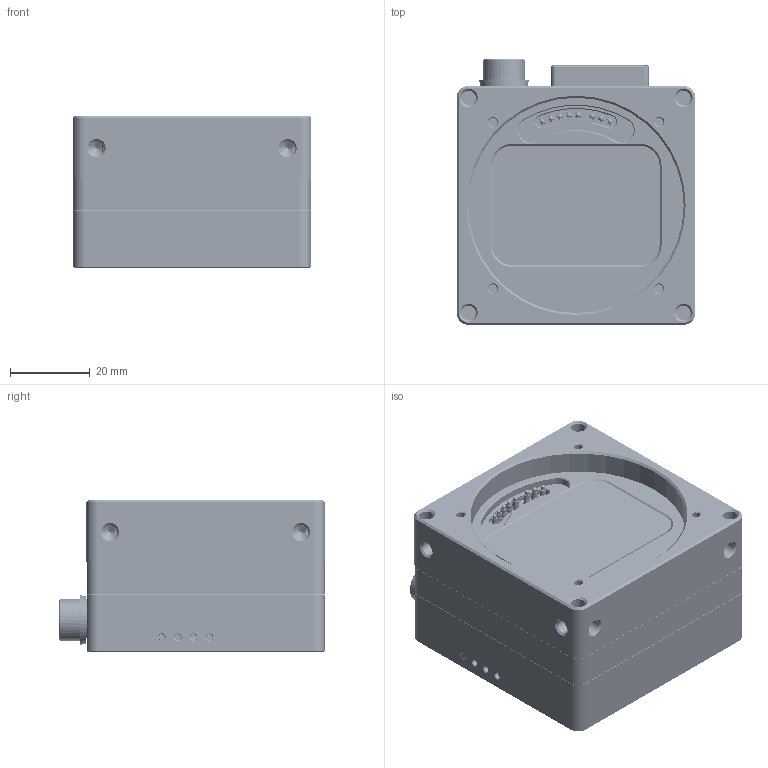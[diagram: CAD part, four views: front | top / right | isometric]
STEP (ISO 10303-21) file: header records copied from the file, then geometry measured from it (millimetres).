
FILE_DESCRIPTION(/* description */ (''),/* implementation_level */ '2;1');
FILE_NAME(/* name */ 'MECH-CB200-ASSM-LIGHTWEIGHT-STEP.stp',/* time_stamp */ '2014-07-25T07:36:05+02:00',/* author */ (''),/* organization */ (''),/* preprocessor_version */ 'ST-DEVELOPER v15',/* originating_system */ 'SIEMENS PLM Software NX 8.5',/* authorisation */ '');
FILE_SCHEMA (('AUTOMOTIVE_DESIGN { 1 0 10303 214 3 1 1 1 }'));
Products named in the file (13): CMV20000_Glass; PCA-CB-LensControl-REV3.4; PCA-CB-Main-REV3.4; SROB-M2X5-IMBUS-STNLS; LIGHTPIPE_5151016f; SROB-M2X25-IMBUS-STNLS; MECH-CB-REAR-REV3.0; FLT-ECM500S-39x34CH4; HR25-9TR-12SA; MECH-CB-FRONT; MECH-CB-MID; CMV20000_MODEL; Assembly
Assembly tree (18 placements, depth 3):
  Assembly
    MECH-CB-MID
    MECH-CB-FRONT
    CMV20000_MODEL
      CMV20000_Glass
    HR25-9TR-12SA
    FLT-ECM500S-39x34CH4
    MECH-CB-REAR-REV3.0
    SROB-M2X25-IMBUS-STNLS  x4
    LIGHTPIPE_5151016f
    SROB-M2X5-IMBUS-STNLS  x4
    PCA-CB-Main-REV3.4
    PCA-CB-LensControl-REV3.4
Bounding box: 60 x 66.8 x 38 mm (x, y, z)
Volume: 50021.5 mm3; surface area: 65596.1 mm2
Topology: 69 solids, 69 shells, 4040 faces, 9886 edges, 6148 vertices
Faces by surface type: plane 2068, cylinder 1081, cone 637, bspline 152, sphere 72, torus 20, revolution 10
Full cylindrical faces by diameter (mm): 0.4 x12, 0.457 x143, 0.6 x12, 0.7 x2, 1 x1, 1.1 x2, 1.3 x9, 1.4 x3, 1.55 x8, 1.6 x15, 2 x18, 2.1 x16, 2.4 x4, 2.5 x4, 3.6 x12, 3.8 x8, 4 x4, 4.1 x8, 10 x1, 54.1 x1
Entity records: 134457 total; most frequent: CARTESIAN_POINT 39381, DIRECTION 18882, ORIENTED_EDGE 18184, EDGE_CURVE 9092, AXIS2_PLACEMENT_3D 6507, VERTEX_POINT 5915, LINE 5858, VECTOR 5858
